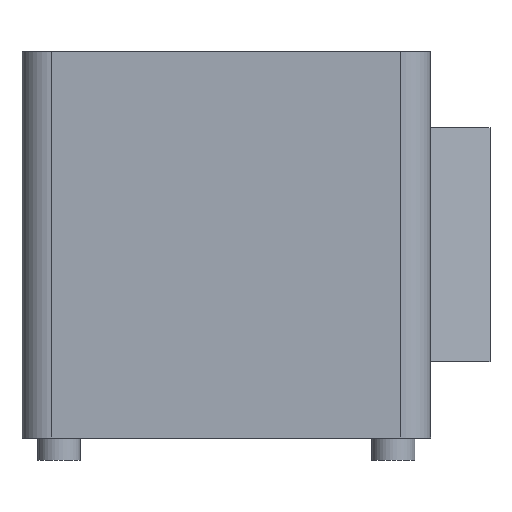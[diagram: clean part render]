
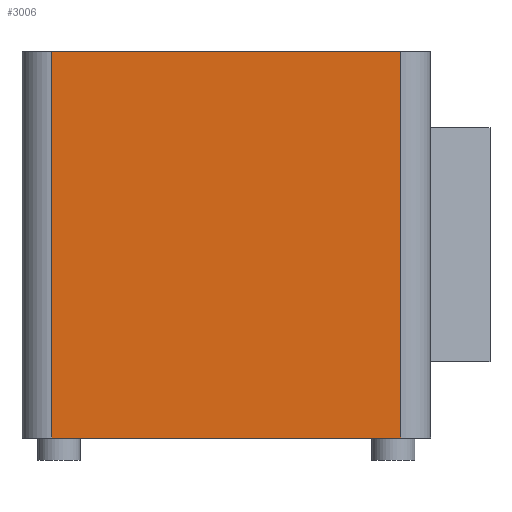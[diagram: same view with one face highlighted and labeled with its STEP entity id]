
A CAD part, left-side view. The second image highlights one B-rep face of the part: STEP entity #3006.
In plain terms, the highlighted planar face has unit normal (-1, 0, 0).
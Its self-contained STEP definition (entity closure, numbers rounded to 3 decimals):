
#432=FACE_OUTER_BOUND('',#642,.T.);
#642=EDGE_LOOP('',(#2011,#2012,#2013,#2014));
#925=LINE('',#4578,#1111);
#926=LINE('',#4580,#1112);
#927=LINE('',#4582,#1113);
#928=LINE('',#4583,#1114);
#1111=VECTOR('',#3685,52.);
#1112=VECTOR('',#3686,47.);
#1113=VECTOR('',#3687,52.);
#1114=VECTOR('',#3688,47.);
#1308=VERTEX_POINT('',#4576);
#1309=VERTEX_POINT('',#4577);
#1310=VERTEX_POINT('',#4579);
#1311=VERTEX_POINT('',#4581);
#1595=EDGE_CURVE('',#1308,#1309,#925,.T.);
#1596=EDGE_CURVE('',#1308,#1310,#926,.T.);
#1597=EDGE_CURVE('',#1311,#1310,#927,.T.);
#1598=EDGE_CURVE('',#1311,#1309,#928,.T.);
#2011=ORIENTED_EDGE('',*,*,#1595,.F.);
#2012=ORIENTED_EDGE('',*,*,#1596,.T.);
#2013=ORIENTED_EDGE('',*,*,#1597,.F.);
#2014=ORIENTED_EDGE('',*,*,#1598,.T.);
#2697=PLANE('',#3234);
#3006=ADVANCED_FACE('',(#432),#2697,.T.);
#3234=AXIS2_PLACEMENT_3D('',#4575,#3683,#3684);
#3683=DIRECTION('center_axis',(-1.,0.,0.));
#3684=DIRECTION('ref_axis',(0.,0.,1.));
#3685=DIRECTION('',(0.,0.,-1.));
#3686=DIRECTION('',(0.,1.,0.));
#3687=DIRECTION('',(0.,0.,1.));
#3688=DIRECTION('',(0.,-1.,0.));
#4575=CARTESIAN_POINT('Origin',(-43.,-27.5,0.));
#4576=CARTESIAN_POINT('',(-43.,-23.5,26.));
#4577=CARTESIAN_POINT('',(-43.,-23.5,-26.));
#4578=CARTESIAN_POINT('',(-43.,-23.5,0.));
#4579=CARTESIAN_POINT('',(-43.,23.5,26.));
#4580=CARTESIAN_POINT('',(-43.,-27.5,26.));
#4581=CARTESIAN_POINT('',(-43.,23.5,-26.));
#4582=CARTESIAN_POINT('',(-43.,23.5,0.));
#4583=CARTESIAN_POINT('',(-43.,-27.5,-26.));
